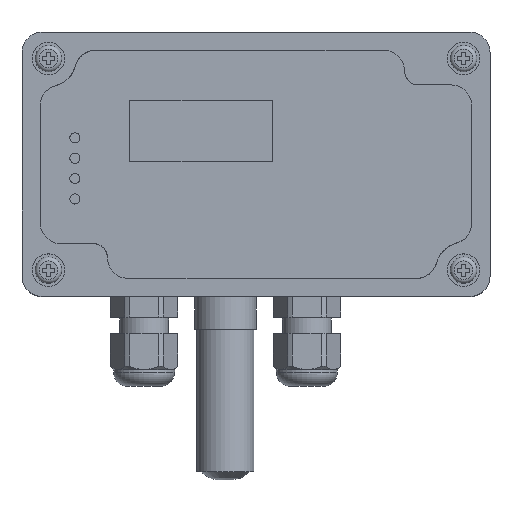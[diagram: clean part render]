
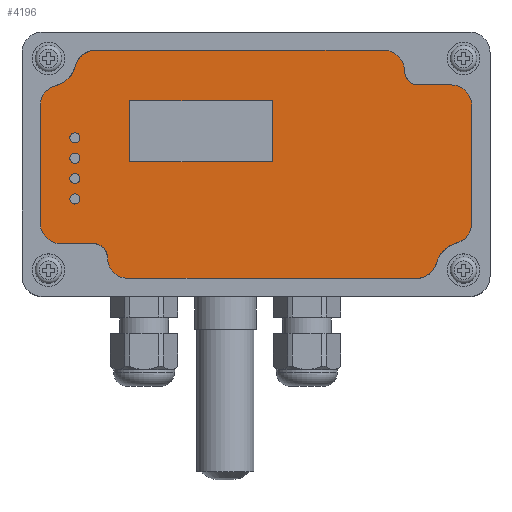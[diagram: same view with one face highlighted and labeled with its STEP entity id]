
A CAD part, top view. The second image highlights one B-rep face of the part: STEP entity #4196.
In plain terms, the highlighted planar face has unit normal (0, 0, 1).
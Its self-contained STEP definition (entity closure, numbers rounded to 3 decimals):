
#114=FACE_BOUND('',#1543,.T.);
#115=FACE_BOUND('',#1544,.T.);
#116=FACE_BOUND('',#1545,.T.);
#117=FACE_BOUND('',#1546,.T.);
#118=FACE_BOUND('',#1547,.T.);
#255=PLANE('',#4720);
#562=LINE('',#7261,#882);
#563=LINE('',#7263,#883);
#565=LINE('',#7266,#885);
#567=LINE('',#7269,#887);
#570=LINE('',#7273,#890);
#571=LINE('',#7275,#891);
#573=LINE('',#7278,#893);
#575=LINE('',#7281,#895);
#583=LINE('',#7314,#903);
#586=LINE('',#7320,#906);
#589=LINE('',#7326,#909);
#592=LINE('',#7330,#912);
#882=VECTOR('',#5936,10.);
#883=VECTOR('',#5939,10.);
#885=VECTOR('',#5943,10.);
#887=VECTOR('',#5947,10.);
#890=VECTOR('',#5952,10.);
#891=VECTOR('',#5955,10.);
#893=VECTOR('',#5959,10.);
#895=VECTOR('',#5963,10.);
#903=VECTOR('',#5997,10.);
#906=VECTOR('',#6002,10.);
#909=VECTOR('',#6007,10.);
#912=VECTOR('',#6012,10.);
#1253=FACE_OUTER_BOUND('',#1542,.T.);
#1542=EDGE_LOOP('',(#3899,#3900,#3901,#3902,#3903,#3904,#3905,#3906,#3907,
#3908,#3909,#3910,#3911,#3912,#3913,#3914,#3915,#3916,#3917,#3918));
#1543=EDGE_LOOP('',(#3919));
#1544=EDGE_LOOP('',(#3920));
#1545=EDGE_LOOP('',(#3921));
#1546=EDGE_LOOP('',(#3922));
#1547=EDGE_LOOP('',(#3923,#3924,#3925,#3926));
#1766=CIRCLE('',#4661,7.245);
#1768=CIRCLE('',#4664,5.);
#1771=CIRCLE('',#4668,5.);
#1772=CIRCLE('',#4670,3.449);
#1774=CIRCLE('',#4673,3.525);
#1776=CIRCLE('',#4676,6.948);
#1778=CIRCLE('',#4679,5.);
#1781=CIRCLE('',#4683,5.);
#1782=CIRCLE('',#4685,5.);
#1784=CIRCLE('',#4688,5.);
#1786=CIRCLE('',#4691,5.);
#1788=CIRCLE('',#4694,5.);
#1790=CIRCLE('',#4705,1.25);
#1792=CIRCLE('',#4708,1.25);
#1794=CIRCLE('',#4711,1.25);
#1796=CIRCLE('',#4714,1.25);
#2129=VERTEX_POINT('',#7164);
#2130=VERTEX_POINT('',#7165);
#2133=VERTEX_POINT('',#7173);
#2136=VERTEX_POINT('',#7181);
#2137=VERTEX_POINT('',#7185);
#2138=VERTEX_POINT('',#7186);
#2141=VERTEX_POINT('',#7194);
#2142=VERTEX_POINT('',#7195);
#2145=VERTEX_POINT('',#7203);
#2146=VERTEX_POINT('',#7204);
#2149=VERTEX_POINT('',#7212);
#2152=VERTEX_POINT('',#7220);
#2153=VERTEX_POINT('',#7224);
#2154=VERTEX_POINT('',#7225);
#2157=VERTEX_POINT('',#7233);
#2158=VERTEX_POINT('',#7234);
#2161=VERTEX_POINT('',#7242);
#2162=VERTEX_POINT('',#7243);
#2165=VERTEX_POINT('',#7251);
#2166=VERTEX_POINT('',#7252);
#2169=VERTEX_POINT('',#7284);
#2171=VERTEX_POINT('',#7290);
#2173=VERTEX_POINT('',#7296);
#2175=VERTEX_POINT('',#7302);
#2179=VERTEX_POINT('',#7311);
#2180=VERTEX_POINT('',#7313);
#2182=VERTEX_POINT('',#7319);
#2184=VERTEX_POINT('',#7325);
#2691=EDGE_CURVE('',#2129,#2130,#1766,.T.);
#2695=EDGE_CURVE('',#2133,#2130,#1768,.T.);
#2700=EDGE_CURVE('',#2129,#2136,#1771,.T.);
#2701=EDGE_CURVE('',#2137,#2138,#1772,.T.);
#2705=EDGE_CURVE('',#2141,#2142,#1774,.T.);
#2709=EDGE_CURVE('',#2145,#2146,#1776,.T.);
#2713=EDGE_CURVE('',#2149,#2146,#1778,.T.);
#2718=EDGE_CURVE('',#2145,#2152,#1781,.T.);
#2719=EDGE_CURVE('',#2153,#2154,#1782,.T.);
#2723=EDGE_CURVE('',#2157,#2158,#1784,.T.);
#2727=EDGE_CURVE('',#2161,#2162,#1786,.T.);
#2731=EDGE_CURVE('',#2165,#2166,#1788,.T.);
#2736=EDGE_CURVE('',#2161,#2137,#562,.T.);
#2737=EDGE_CURVE('',#2138,#2166,#563,.T.);
#2739=EDGE_CURVE('',#2165,#2152,#565,.T.);
#2741=EDGE_CURVE('',#2149,#2154,#567,.T.);
#2744=EDGE_CURVE('',#2153,#2141,#570,.T.);
#2745=EDGE_CURVE('',#2142,#2158,#571,.T.);
#2747=EDGE_CURVE('',#2157,#2136,#573,.T.);
#2749=EDGE_CURVE('',#2133,#2162,#575,.T.);
#2751=EDGE_CURVE('',#2169,#2169,#1790,.T.);
#2754=EDGE_CURVE('',#2171,#2171,#1792,.T.);
#2757=EDGE_CURVE('',#2173,#2173,#1794,.T.);
#2760=EDGE_CURVE('',#2175,#2175,#1796,.T.);
#2765=EDGE_CURVE('',#2180,#2179,#583,.T.);
#2768=EDGE_CURVE('',#2182,#2180,#586,.T.);
#2771=EDGE_CURVE('',#2184,#2182,#589,.T.);
#2774=EDGE_CURVE('',#2179,#2184,#592,.T.);
#3899=ORIENTED_EDGE('',*,*,#2700,.T.);
#3900=ORIENTED_EDGE('',*,*,#2747,.F.);
#3901=ORIENTED_EDGE('',*,*,#2723,.T.);
#3902=ORIENTED_EDGE('',*,*,#2745,.F.);
#3903=ORIENTED_EDGE('',*,*,#2705,.F.);
#3904=ORIENTED_EDGE('',*,*,#2744,.F.);
#3905=ORIENTED_EDGE('',*,*,#2719,.T.);
#3906=ORIENTED_EDGE('',*,*,#2741,.F.);
#3907=ORIENTED_EDGE('',*,*,#2713,.T.);
#3908=ORIENTED_EDGE('',*,*,#2709,.F.);
#3909=ORIENTED_EDGE('',*,*,#2718,.T.);
#3910=ORIENTED_EDGE('',*,*,#2739,.F.);
#3911=ORIENTED_EDGE('',*,*,#2731,.T.);
#3912=ORIENTED_EDGE('',*,*,#2737,.F.);
#3913=ORIENTED_EDGE('',*,*,#2701,.F.);
#3914=ORIENTED_EDGE('',*,*,#2736,.F.);
#3915=ORIENTED_EDGE('',*,*,#2727,.T.);
#3916=ORIENTED_EDGE('',*,*,#2749,.F.);
#3917=ORIENTED_EDGE('',*,*,#2695,.T.);
#3918=ORIENTED_EDGE('',*,*,#2691,.F.);
#3919=ORIENTED_EDGE('',*,*,#2751,.T.);
#3920=ORIENTED_EDGE('',*,*,#2754,.T.);
#3921=ORIENTED_EDGE('',*,*,#2757,.T.);
#3922=ORIENTED_EDGE('',*,*,#2760,.T.);
#3923=ORIENTED_EDGE('',*,*,#2771,.T.);
#3924=ORIENTED_EDGE('',*,*,#2768,.T.);
#3925=ORIENTED_EDGE('',*,*,#2765,.T.);
#3926=ORIENTED_EDGE('',*,*,#2774,.T.);
#4196=ADVANCED_FACE('',(#1253,#114,#115,#116,#117,#118),#255,.T.);
#4661=AXIS2_PLACEMENT_3D('',#7166,#5843,#5844);
#4664=AXIS2_PLACEMENT_3D('',#7174,#5851,#5852);
#4668=AXIS2_PLACEMENT_3D('',#7183,#5861,#5862);
#4670=AXIS2_PLACEMENT_3D('',#7187,#5865,#5866);
#4673=AXIS2_PLACEMENT_3D('',#7196,#5873,#5874);
#4676=AXIS2_PLACEMENT_3D('',#7205,#5881,#5882);
#4679=AXIS2_PLACEMENT_3D('',#7213,#5889,#5890);
#4683=AXIS2_PLACEMENT_3D('',#7222,#5899,#5900);
#4685=AXIS2_PLACEMENT_3D('',#7226,#5903,#5904);
#4688=AXIS2_PLACEMENT_3D('',#7235,#5911,#5912);
#4691=AXIS2_PLACEMENT_3D('',#7244,#5919,#5920);
#4694=AXIS2_PLACEMENT_3D('',#7253,#5927,#5928);
#4705=AXIS2_PLACEMENT_3D('',#7285,#5967,#5968);
#4708=AXIS2_PLACEMENT_3D('',#7291,#5974,#5975);
#4711=AXIS2_PLACEMENT_3D('',#7297,#5981,#5982);
#4714=AXIS2_PLACEMENT_3D('',#7303,#5988,#5989);
#4720=AXIS2_PLACEMENT_3D('',#7331,#6013,#6014);
#5843=DIRECTION('center_axis',(0.,0.,1.));
#5844=DIRECTION('ref_axis',(-0.268,0.963,0.));
#5851=DIRECTION('center_axis',(0.,0.,1.));
#5852=DIRECTION('ref_axis',(0.,-1.,0.));
#5861=DIRECTION('center_axis',(0.,0.,1.));
#5862=DIRECTION('ref_axis',(0.,-1.,0.));
#5865=DIRECTION('center_axis',(0.,0.,1.));
#5866=DIRECTION('ref_axis',(1.,0.011,0.));
#5873=DIRECTION('center_axis',(0.,0.,1.));
#5874=DIRECTION('ref_axis',(-0.999,0.032,0.));
#5881=DIRECTION('center_axis',(0.,0.,1.));
#5882=DIRECTION('ref_axis',(0.231,-0.973,0.));
#5889=DIRECTION('center_axis',(0.,0.,1.));
#5890=DIRECTION('ref_axis',(0.,1.,0.));
#5899=DIRECTION('center_axis',(0.,0.,1.));
#5900=DIRECTION('ref_axis',(0.,1.,0.));
#5903=DIRECTION('center_axis',(0.,0.,1.));
#5904=DIRECTION('ref_axis',(1.,0.,0.));
#5911=DIRECTION('center_axis',(0.,0.,1.));
#5912=DIRECTION('ref_axis',(1.,0.,0.));
#5919=DIRECTION('center_axis',(0.,0.,1.));
#5920=DIRECTION('ref_axis',(-1.,0.,0.));
#5927=DIRECTION('center_axis',(0.,0.,1.));
#5928=DIRECTION('ref_axis',(-1.,0.,0.));
#5936=DIRECTION('',(0.,1.,0.));
#5939=DIRECTION('',(-1.,0.,0.));
#5943=DIRECTION('',(0.,1.,0.));
#5947=DIRECTION('',(1.,0.,0.));
#5952=DIRECTION('',(0.,-1.,0.));
#5955=DIRECTION('',(1.,0.,0.));
#5959=DIRECTION('',(0.,-1.,0.));
#5963=DIRECTION('',(-1.,0.,0.));
#5967=DIRECTION('center_axis',(0.,0.,-1.));
#5968=DIRECTION('ref_axis',(-1.,0.,0.));
#5974=DIRECTION('center_axis',(0.,0.,-1.));
#5975=DIRECTION('ref_axis',(-1.,0.,0.));
#5981=DIRECTION('center_axis',(0.,0.,-1.));
#5982=DIRECTION('ref_axis',(-1.,0.,0.));
#5988=DIRECTION('center_axis',(0.,0.,-1.));
#5989=DIRECTION('ref_axis',(-1.,0.,0.));
#5997=DIRECTION('',(0.,1.,0.));
#6002=DIRECTION('',(-1.,0.,0.));
#6007=DIRECTION('',(0.,-1.,0.));
#6012=DIRECTION('',(1.,0.,0.));
#6013=DIRECTION('center_axis',(0.,0.,1.));
#6014=DIRECTION('ref_axis',(-1.,0.,0.));
#7164=CARTESIAN_POINT('',(106.841,13.183,40.));
#7165=CARTESIAN_POINT('',(101.873,8.382,40.));
#7166=CARTESIAN_POINT('Origin',(108.783,6.203,40.));
#7173=CARTESIAN_POINT('',(97.,4.5,40.));
#7174=CARTESIAN_POINT('Origin',(97.,9.5,40.));
#7181=CARTESIAN_POINT('',(110.5,18.,40.));
#7183=CARTESIAN_POINT('Origin',(105.5,18.,40.));
#7185=CARTESIAN_POINT('',(21.,9.6,40.));
#7186=CARTESIAN_POINT('',(17.817,13.,40.));
#7187=CARTESIAN_POINT('Origin',(17.551,9.561,40.));
#7194=CARTESIAN_POINT('',(94.,55.341,40.));
#7195=CARTESIAN_POINT('',(96.934,52.,40.));
#7196=CARTESIAN_POINT('Origin',(97.522,55.475,40.));
#7203=CARTESIAN_POINT('',(8.391,51.876,40.));
#7204=CARTESIAN_POINT('',(13.097,56.478,40.));
#7205=CARTESIAN_POINT('Origin',(6.465,58.551,40.));
#7212=CARTESIAN_POINT('',(18.,60.5,40.));
#7213=CARTESIAN_POINT('Origin',(18.,55.5,40.));
#7220=CARTESIAN_POINT('',(4.5,47.,40.));
#7222=CARTESIAN_POINT('Origin',(9.5,47.,40.));
#7224=CARTESIAN_POINT('',(94.,55.5,40.));
#7225=CARTESIAN_POINT('',(89.,60.5,40.));
#7226=CARTESIAN_POINT('Origin',(89.,55.5,40.));
#7233=CARTESIAN_POINT('',(110.5,47.,40.));
#7234=CARTESIAN_POINT('',(105.5,52.,40.));
#7235=CARTESIAN_POINT('Origin',(105.5,47.,40.));
#7242=CARTESIAN_POINT('',(21.,9.5,40.));
#7243=CARTESIAN_POINT('',(26.,4.5,40.));
#7244=CARTESIAN_POINT('Origin',(26.,9.5,40.));
#7251=CARTESIAN_POINT('',(4.5,18.,40.));
#7252=CARTESIAN_POINT('',(9.5,13.,40.));
#7253=CARTESIAN_POINT('Origin',(9.5,18.,40.));
#7261=CARTESIAN_POINT('',(21.,9.5,40.));
#7263=CARTESIAN_POINT('',(19.,13.,40.));
#7266=CARTESIAN_POINT('',(4.5,18.,40.));
#7269=CARTESIAN_POINT('',(18.,60.5,40.));
#7273=CARTESIAN_POINT('',(94.,55.5,40.));
#7275=CARTESIAN_POINT('',(96.,52.,40.));
#7278=CARTESIAN_POINT('',(110.5,47.,40.));
#7281=CARTESIAN_POINT('',(97.,4.5,40.));
#7284=CARTESIAN_POINT('',(14.25,29.,40.));
#7285=CARTESIAN_POINT('Origin',(13.,29.,40.));
#7290=CARTESIAN_POINT('',(14.25,34.,40.));
#7291=CARTESIAN_POINT('Origin',(13.,34.,40.));
#7296=CARTESIAN_POINT('',(14.25,24.,40.));
#7297=CARTESIAN_POINT('Origin',(13.,24.,40.));
#7302=CARTESIAN_POINT('',(14.25,39.,40.));
#7303=CARTESIAN_POINT('Origin',(13.,39.,40.));
#7311=CARTESIAN_POINT('',(26.5,48.121,40.));
#7313=CARTESIAN_POINT('',(26.5,33.121,40.));
#7314=CARTESIAN_POINT('',(26.5,32.81,40.));
#7319=CARTESIAN_POINT('',(61.5,33.121,40.));
#7320=CARTESIAN_POINT('',(59.5,33.121,40.));
#7325=CARTESIAN_POINT('',(61.5,48.121,40.));
#7326=CARTESIAN_POINT('',(61.5,40.31,40.));
#7330=CARTESIAN_POINT('',(42.,48.121,40.));
#7331=CARTESIAN_POINT('Origin',(57.5,32.5,40.));
